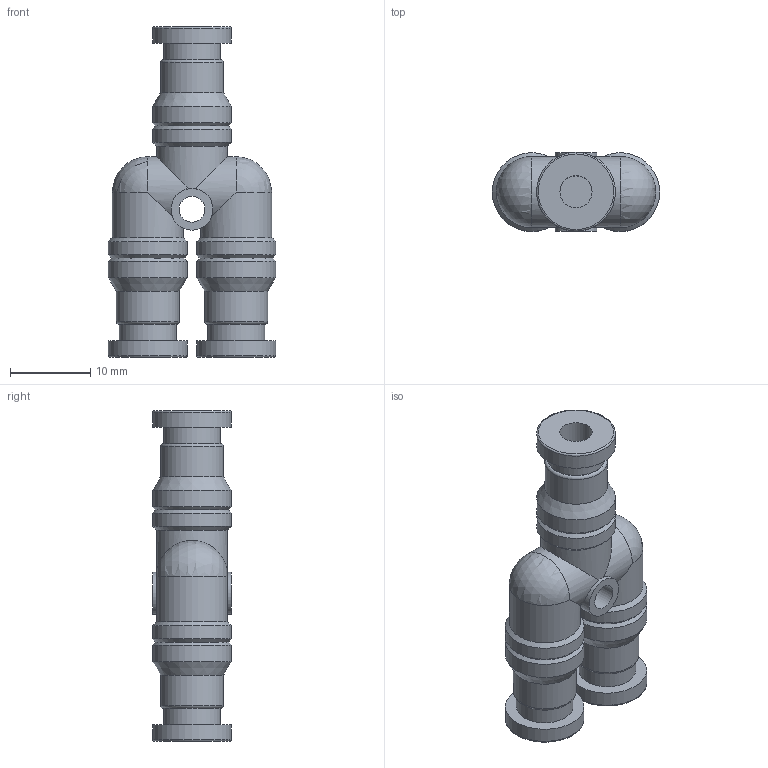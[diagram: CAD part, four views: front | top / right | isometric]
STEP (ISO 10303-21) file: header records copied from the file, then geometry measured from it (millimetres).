
FILE_DESCRIPTION(/* description */ ('STEP AP214'),/* implementation_level */ '2;1');
FILE_NAME(/* name */ '130656_CRQSY-4',/* time_stamp */ '2024-08-09T14:29:13+02:00',/* author */ ('License CC BY-ND 4.0'),/* organization */ ('CADENAS'),/* preprocessor_version */ 'ST-DEVELOPER v19.3',/* originating_system */ 'PARTsolutions',/* authorisation */ ' ');
FILE_SCHEMA (('AUTOMOTIVE_DESIGN {1 0 10303 214 3 1 1}'));
Length unit declared in the file: millimetre
Products named in the file (1): 130656 CRQSY-4
Bounding box: 20.8 x 9.8 x 41.1 mm (x, y, z)
Volume: 3430 mm3; surface area: 3041.3 mm2
Topology: 1 solids, 1 shells, 59 faces, 121 edges, 69 vertices
Faces by surface type: cylinder 25, plane 14, cone 12, torus 6, sphere 2
Full cylindrical faces by diameter (mm): 3.2 x1, 4 x3, 5.2 x1, 7.056 x3, 7.84 x3, 8.82 x3, 9.8 x9
Entity records: 1326 total; most frequent: DIRECTION 244, CARTESIAN_POINT 240, ORIENTED_EDGE 140, AXIS2_PLACEMENT_3D 122, EDGE_LOOP 112, FACE_BOUND 112, EDGE_CURVE 70, VERTEX_POINT 64
